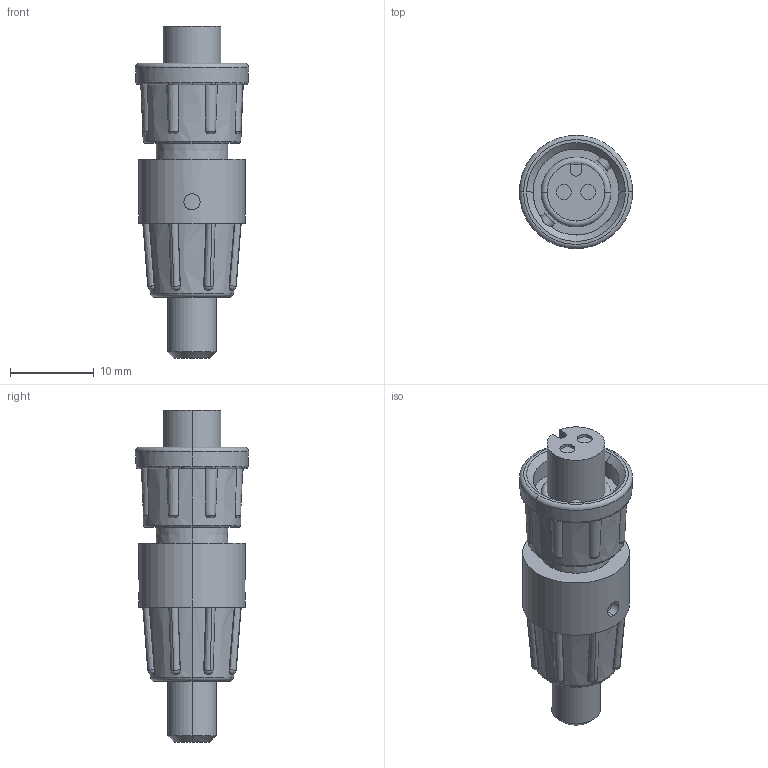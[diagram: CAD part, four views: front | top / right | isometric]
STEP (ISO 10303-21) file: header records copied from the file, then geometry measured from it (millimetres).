
FILE_DESCRIPTION (( 'STEP AP203' ), '1' );
FILE_NAME ('16282-2SG-315.STEP', '2013-05-24T14:57:37', ( '21FPBF1' ), ( 'Conxall' ), 'SwSTEP 2.0', 'SolidWorks 2012', '' );
FILE_SCHEMA (( 'CONFIG_CONTROL_DESIGN' ));
Length unit declared in the file: inch
Products named in the file (1): 16282-2SG-315
Bounding box: 13.51 x 13.51 x 39.57 mm (x, y, z)
Volume: 3157.8 mm3; surface area: 1937.3 mm2
Topology: 1 solids, 1 shells, 176 faces, 462 edges, 296 vertices
Faces by surface type: plane 52, cylinder 33, bspline 31, torus 28, cone 22, sphere 10
Entity records: 6700 total; most frequent: CARTESIAN_POINT 2568, ORIENTED_EDGE 906, DIRECTION 801, EDGE_CURVE 453, AXIS2_PLACEMENT_3D 348, VERTEX_POINT 290, CIRCLE 202, EDGE_LOOP 187
